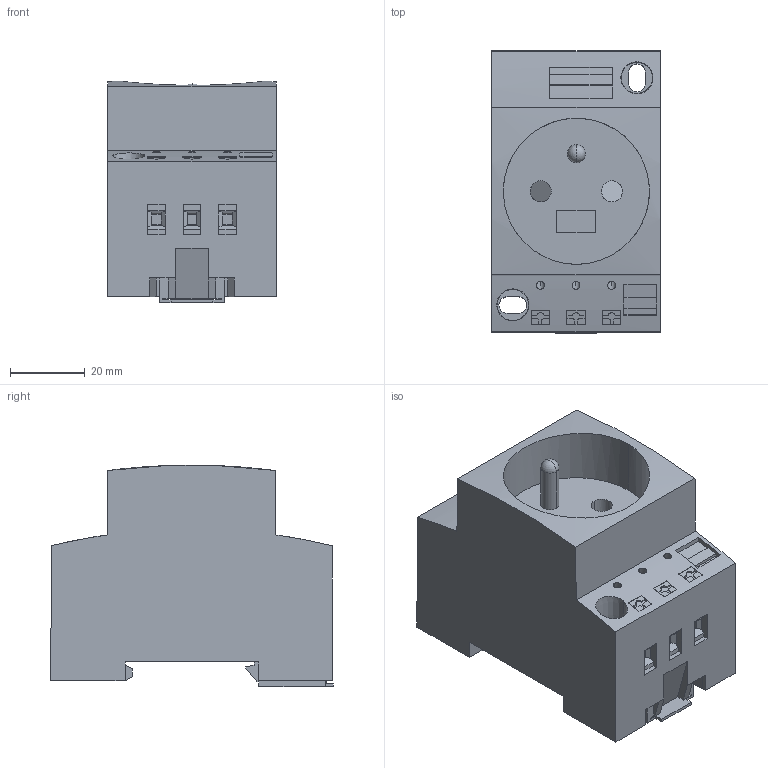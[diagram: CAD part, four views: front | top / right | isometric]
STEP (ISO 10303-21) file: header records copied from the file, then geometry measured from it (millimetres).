
FILE_DESCRIPTION(('Creo Elements/Direct Modeling STEP Export'),'2;1');
FILE_NAME('model.stp','2020-12-02T12:09:16',(''),(''),'Creo Elements/Direct Modeling STEP processor for AP214 (Solid Model)','Creo Elements/Direct Modeling 20.1A 29-Sep-2018 (C) Parametric Technology GmbH','');
FILE_SCHEMA(('AUTOMOTIVE_DESIGN { 1 0 10303 214 1 1 1 1 }'));
Length unit declared in the file: millimetre
Products named in the file (2): EO_E_PT_SH_GN-select
Assembly tree (1 placements, depth 2):
  EO_E_PT_SH_GN-select
    EO_E_PT_SH_GN-select
Bounding box: 45 x 75.48 x 59.15 mm (x, y, z)
Volume: 137040.2 mm3; surface area: 24486.3 mm2
Topology: 1 solids, 1 shells, 230 faces, 638 edges, 424 vertices
Faces by surface type: plane 186, cylinder 23, extrusion 15, cone 4, sphere 2
Entity records: 11963 total; most frequent: CARTESIAN_POINT 4412, ORIENTED_EDGE 1272, DIRECTION 985, EDGE_CURVE 636, VECTOR 515, LINE 500, VERTEX_POINT 424, EDGE_LOOP 252
